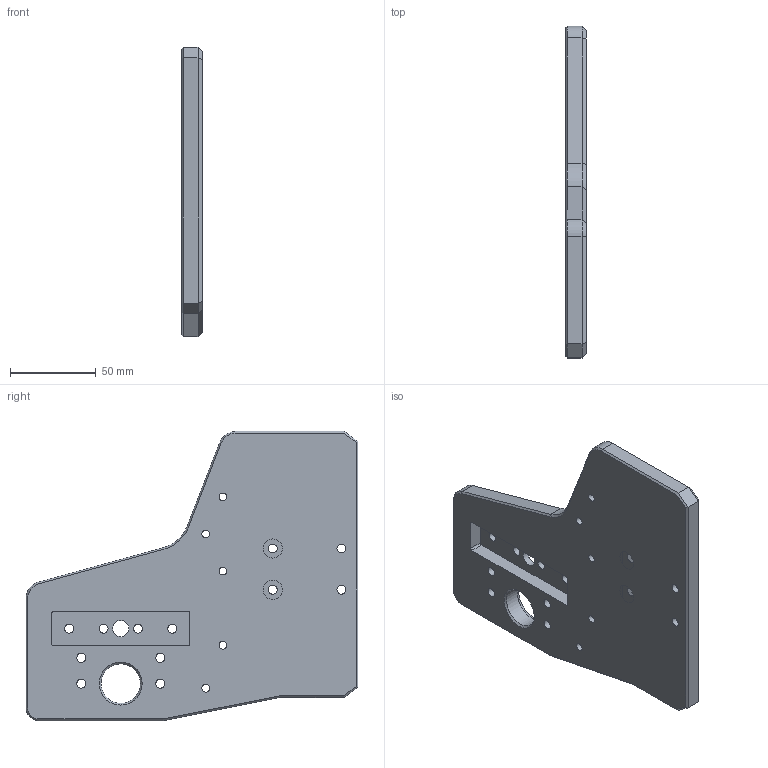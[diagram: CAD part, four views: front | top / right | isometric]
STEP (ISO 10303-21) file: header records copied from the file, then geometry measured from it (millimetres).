
FILE_DESCRIPTION(/* description */ (''),/* implementation_level */ '2;1');
FILE_NAME(/* name */ 'X Axis plate RIGHT.step',/* time_stamp */ '2024-11-16T21:47:36+01:00',/* author */ (''),/* organization */ (''),/* preprocessor_version */ 'ST-DEVELOPER v20',/* originating_system */ 'Autodesk Translation Framework v13.20.0.188',/* authorisation */ '');
FILE_SCHEMA (('AUTOMOTIVE_DESIGN { 1 0 10303 214 3 1 1 }'));
Length unit declared in the file: millimetre
Products named in the file (1): FusionComponent
Bounding box: 12 x 193.2 x 168.5 mm (x, y, z)
Volume: 232226.7 mm3; surface area: 59057.1 mm2
Topology: 1 solids, 1 shells, 113 faces, 258 edges, 158 vertices
Faces by surface type: plane 51, cylinder 40, cone 22
Full cylindrical faces by diameter (mm): 4.5 x5, 5.2 x12, 7.75 x5, 9.25 x4, 9.5 x1, 23 x1
Entity records: 3276 total; most frequent: DIRECTION 586, CARTESIAN_POINT 536, ORIENTED_EDGE 516, EDGE_CURVE 258, AXIS2_PLACEMENT_3D 216, EDGE_LOOP 162, VERTEX_POINT 158, LINE 154
